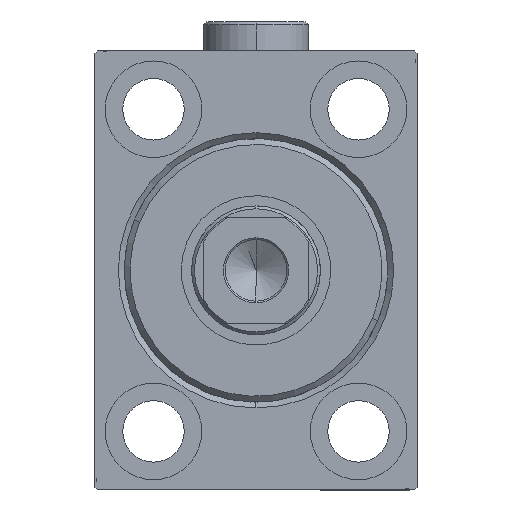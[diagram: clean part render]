
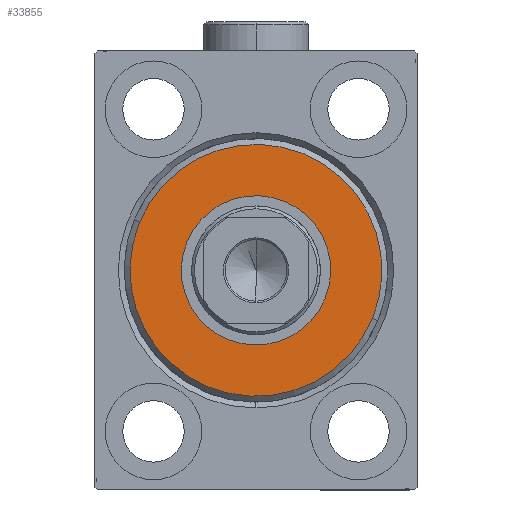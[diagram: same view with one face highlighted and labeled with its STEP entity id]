
A CAD part, left-side view. The second image highlights one B-rep face of the part: STEP entity #33855.
In plain terms, the highlighted face is planar.
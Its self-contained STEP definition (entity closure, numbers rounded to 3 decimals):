
#768 = CIRCLE ( 'NONE', #26336, 12.75 ) ;
#2365 = DIRECTION ( 'NONE',  ( 1., 0., 0. ) ) ;
#3362 = DIRECTION ( 'NONE',  ( -1., 0., 0. ) ) ;
#3806 = DIRECTION ( 'NONE',  ( 0., 0., -1. ) ) ;
#4187 = EDGE_CURVE ( 'NONE', #36049, #33808, #8649, .T. ) ;
#7015 = DIRECTION ( 'NONE',  ( 1., 0., 0. ) ) ;
#8111 = AXIS2_PLACEMENT_3D ( 'NONE', #12663, #2365, #43267 ) ;
#8149 = ORIENTED_EDGE ( 'NONE', *, *, #23344, .T. ) ;
#8649 = CIRCLE ( 'NONE', #34184, 21.5 ) ;
#8759 = FACE_OUTER_BOUND ( 'NONE', #15736, .T. ) ;
#12430 = FACE_BOUND ( 'NONE', #33765, .T. ) ;
#12533 = ORIENTED_EDGE ( 'NONE', *, *, #31533, .T. ) ;
#12663 = CARTESIAN_POINT ( 'NONE',  ( 3., 0., 0. ) ) ;
#13103 = CIRCLE ( 'NONE', #30604, 12.75 ) ;
#14063 = DIRECTION ( 'NONE',  ( 0., 0., -1. ) ) ;
#14333 = CARTESIAN_POINT ( 'NONE',  ( 3., 0., 0. ) ) ;
#15736 = EDGE_LOOP ( 'NONE', ( #31709, #8149 ) ) ;
#19503 = CARTESIAN_POINT ( 'NONE',  ( 3., 0., -21.5 ) ) ;
#20906 = DIRECTION ( 'NONE',  ( 1., 0., 0. ) ) ;
#23344 = EDGE_CURVE ( 'NONE', #33808, #36049, #27993, .T. ) ;
#23472 = ORIENTED_EDGE ( 'NONE', *, *, #28130, .T. ) ;
#23862 = DIRECTION ( 'NONE',  ( 0., 0., -1. ) ) ;
#25193 = CARTESIAN_POINT ( 'NONE',  ( 3., 0., 21.5 ) ) ;
#25883 = VERTEX_POINT ( 'NONE', #29751 ) ;
#26336 = AXIS2_PLACEMENT_3D ( 'NONE', #34580, #31151, #23862 ) ;
#26360 = PLANE ( 'NONE',  #8111 ) ;
#27132 = VERTEX_POINT ( 'NONE', #38313 ) ;
#27993 = CIRCLE ( 'NONE', #44089, 21.5 ) ;
#28130 = EDGE_CURVE ( 'NONE', #27132, #25883, #13103, .T. ) ;
#29751 = CARTESIAN_POINT ( 'NONE',  ( 3., 0., -12.75 ) ) ;
#30604 = AXIS2_PLACEMENT_3D ( 'NONE', #41745, #3362, #3806 ) ;
#31151 = DIRECTION ( 'NONE',  ( -1., 0., 0. ) ) ;
#31533 = EDGE_CURVE ( 'NONE', #25883, #27132, #768, .T. ) ;
#31709 = ORIENTED_EDGE ( 'NONE', *, *, #4187, .T. ) ;
#31901 = DIRECTION ( 'NONE',  ( 0., 0., -1. ) ) ;
#33765 = EDGE_LOOP ( 'NONE', ( #23472, #12533 ) ) ;
#33808 = VERTEX_POINT ( 'NONE', #19503 ) ;
#33855 = ADVANCED_FACE ( 'NONE', ( #8759, #12430 ), #26360, .T. ) ;
#34184 = AXIS2_PLACEMENT_3D ( 'NONE', #34841, #20906, #14063 ) ;
#34580 = CARTESIAN_POINT ( 'NONE',  ( 3., 0., 0. ) ) ;
#34841 = CARTESIAN_POINT ( 'NONE',  ( 3., 0., 0. ) ) ;
#36049 = VERTEX_POINT ( 'NONE', #25193 ) ;
#38313 = CARTESIAN_POINT ( 'NONE',  ( 3., 0., 12.75 ) ) ;
#41745 = CARTESIAN_POINT ( 'NONE',  ( 3., 0., 0. ) ) ;
#43267 = DIRECTION ( 'NONE',  ( 0., 0., -1. ) ) ;
#44089 = AXIS2_PLACEMENT_3D ( 'NONE', #14333, #7015, #31901 ) ;
